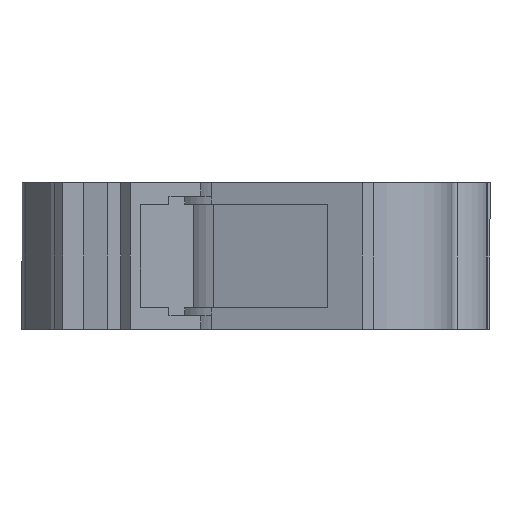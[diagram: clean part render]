
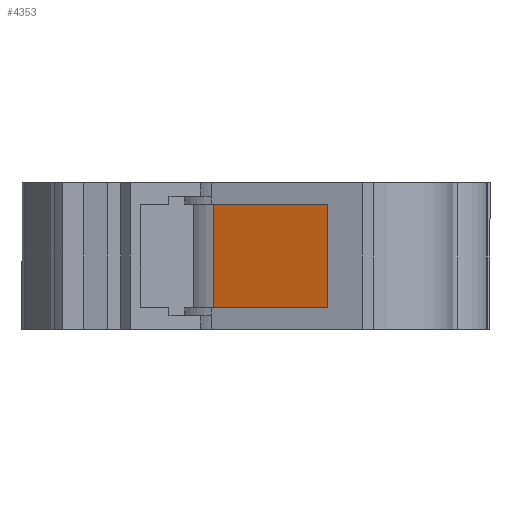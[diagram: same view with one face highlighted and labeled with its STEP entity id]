
A CAD part, front view. The second image highlights one B-rep face of the part: STEP entity #4353.
In plain terms, the highlighted planar face has unit normal (-0.289, -0.957, 0).
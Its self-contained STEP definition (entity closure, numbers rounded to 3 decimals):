
#138 = VECTOR ( 'NONE', #2441, 1000. ) ;
#142 = EDGE_CURVE ( 'NONE', #2894, #3125, #1832, .T. ) ;
#220 = VECTOR ( 'NONE', #2590, 1000. ) ;
#240 = LINE ( 'NONE', #2666, #220 ) ;
#354 = DIRECTION ( 'NONE',  ( 0.957, -0.289, 0. ) ) ;
#375 = CARTESIAN_POINT ( 'NONE',  ( 8.065, -31.835, 13.9 ) ) ;
#403 = AXIS2_PLACEMENT_3D ( 'NONE', #2295, #2249, #2239 ) ;
#1177 = CARTESIAN_POINT ( 'NONE',  ( 8.065, -31.835, 8.6 ) ) ;
#1383 = LINE ( 'NONE', #375, #3364 ) ;
#1832 = LINE ( 'NONE', #4357, #1845 ) ;
#1845 = VECTOR ( 'NONE', #4351, 1000. ) ;
#1867 = CARTESIAN_POINT ( 'NONE',  ( 8.065, -31.835, 13.9 ) ) ;
#1902 = EDGE_CURVE ( 'NONE', #4138, #2619, #240, .T. ) ;
#2239 = DIRECTION ( 'NONE',  ( 0.957, -0.289, 0. ) ) ;
#2249 = DIRECTION ( 'NONE',  ( -0.289, -0.957, 0. ) ) ;
#2254 = PLANE ( 'NONE',  #403 ) ;
#2295 = CARTESIAN_POINT ( 'NONE',  ( 15.705, -34.143, 54.272 ) ) ;
#2441 = DIRECTION ( 'NONE',  ( -0.957, 0.289, 0. ) ) ;
#2460 = CARTESIAN_POINT ( 'NONE',  ( 13.874, -33.59, 8.6 ) ) ;
#2590 = DIRECTION ( 'NONE',  ( 0., 0., 1. ) ) ;
#2619 = VERTEX_POINT ( 'NONE', #2740 ) ;
#2666 = CARTESIAN_POINT ( 'NONE',  ( 13.874, -33.59, 8.4 ) ) ;
#2714 = EDGE_CURVE ( 'NONE', #4138, #3125, #4439, .T. ) ;
#2740 = CARTESIAN_POINT ( 'NONE',  ( 13.874, -33.59, 13.9 ) ) ;
#2894 = VERTEX_POINT ( 'NONE', #1867 ) ;
#3125 = VERTEX_POINT ( 'NONE', #1177 ) ;
#3364 = VECTOR ( 'NONE', #354, 1000. ) ;
#3383 = EDGE_CURVE ( 'NONE', #2894, #2619, #1383, .T. ) ;
#3433 = CARTESIAN_POINT ( 'NONE',  ( 13.874, -33.59, 8.6 ) ) ;
#3478 = EDGE_LOOP ( 'NONE', ( #3976, #4028, #4032, #4042 ) ) ;
#3976 = ORIENTED_EDGE ( 'NONE', *, *, #3383, .F. ) ;
#4028 = ORIENTED_EDGE ( 'NONE', *, *, #142, .T. ) ;
#4032 = ORIENTED_EDGE ( 'NONE', *, *, #2714, .F. ) ;
#4042 = ORIENTED_EDGE ( 'NONE', *, *, #1902, .T. ) ;
#4138 = VERTEX_POINT ( 'NONE', #3433 ) ;
#4351 = DIRECTION ( 'NONE',  ( 0., 0., -1. ) ) ;
#4353 = ADVANCED_FACE ( 'NONE', ( #4380 ), #2254, .T. ) ;
#4357 = CARTESIAN_POINT ( 'NONE',  ( 8.065, -31.835, 54.272 ) ) ;
#4380 = FACE_OUTER_BOUND ( 'NONE', #3478, .T. ) ;
#4439 = LINE ( 'NONE', #2460, #138 ) ;
